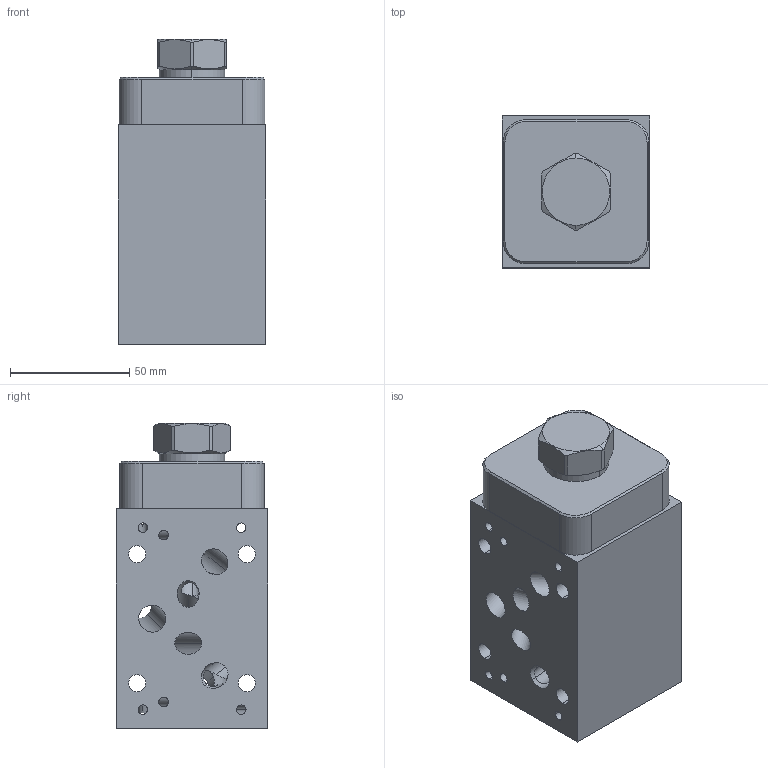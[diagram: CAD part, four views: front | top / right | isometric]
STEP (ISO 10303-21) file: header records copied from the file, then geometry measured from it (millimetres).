
FILE_DESCRIPTION((''),'2;1');
FILE_NAME('BJ4_ASM','2020-10-26T',('ProEService'),(''),'PRO/ENGINEER BY PARAMETRIC TECHNOLOGY CORPORATION, 2014200','PRO/ENGINEER BY PARAMETRIC TECHNOLOGY CORPORATION, 2014200','');
FILE_SCHEMA(('CONFIG_CONTROL_DESIGN'));
Length unit declared in the file: inch
Products named in the file (4): 150-714; 340-002; CXEDXAN; BJ4_ASM
Assembly tree (3 placements, depth 2):
  BJ4_ASM
    150-714
    340-002
    CXEDXAN
Bounding box: 61.93 x 63.5 x 127.79 mm (x, y, z)
Volume: 362108.1 mm3; surface area: 73671.4 mm2
Topology: 5 solids, 6 shells, 356 faces, 1368 edges, 1224 vertices
Faces by surface type: cylinder 168, plane 76, cone 68, torus 26, sphere 10, revolution 8
Entity records: 18171 total; most frequent: CARTESIAN_POINT 7157, DIRECTION 2242, ORIENTED_EDGE 1754, EDGE_CURVE 877, VECTOR 804, LINE 804, AXIS2_PLACEMENT_3D 715, VERTEX_POINT 544
